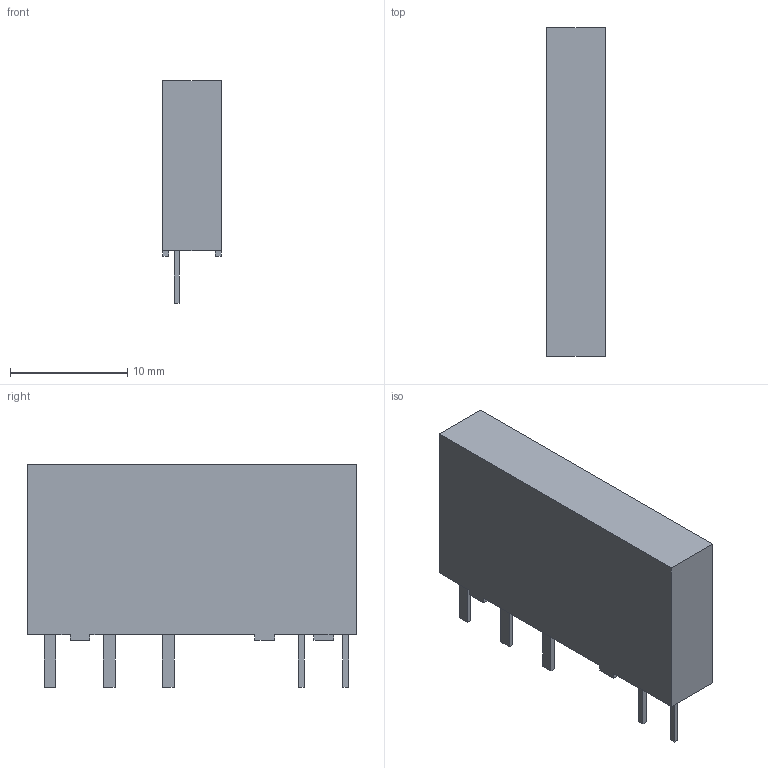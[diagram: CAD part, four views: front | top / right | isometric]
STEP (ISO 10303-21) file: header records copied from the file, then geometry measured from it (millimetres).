
FILE_DESCRIPTION(('HOOPS Exchange Step'),'2;1');
FILE_NAME('export-AE2F2B8E-A228-4C3A-A0AD-0CF426465D56.stp','2021-04-07T10:51:19+02:00',('Engineering'),('Alibre'),'HOOPS Exchange 2020.1','Alibre','Unknown authorisation');
FILE_SCHEMA( ('AP242_MANAGED_MODEL_BASED_3D_ENGINEERING_MIM_LF {1 0 10303 442 1 1 4 }') );
Length unit declared in the file: millimetre
Products named in the file (2): 5532-1 Single relay - REL-MR- 24DC21AU - 2961121 (GOLD Contacts); 5532 Single relay - REL-MR- 24DC21AU - 2961121 (GOLD Contacts)
Assembly tree (1 placements, depth 2):
  5532 Single relay - REL-MR- 24DC21AU - 2961121 (GOLD Contacts)
    5532-1 Single relay - REL-MR- 24DC21AU - 2961121 (GOLD Contacts)
Bounding box: 5 x 28 x 19 mm (x, y, z)
Volume: 2038.9 mm3; surface area: 1299.8 mm2
Topology: 1 solids, 1 shells, 47 faces, 120 edges, 80 vertices
Faces by surface type: plane 47
Entity records: 1482 total; most frequent: CARTESIAN_POINT 252, ORIENTED_EDGE 240, DIRECTION 224, VECTOR 120, LINE 120, EDGE_CURVE 120, VERTEX_POINT 80, AXIS2_PLACEMENT_3D 52
